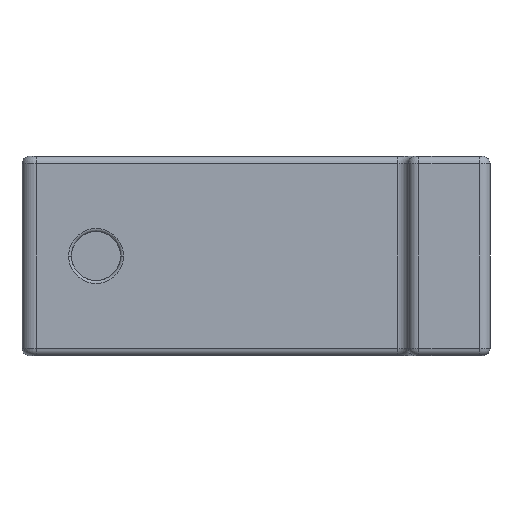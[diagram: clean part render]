
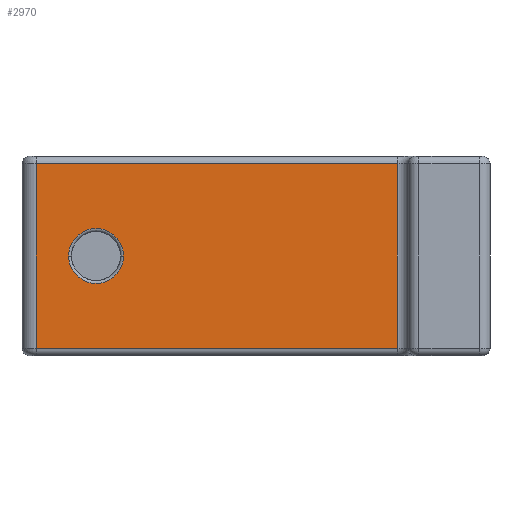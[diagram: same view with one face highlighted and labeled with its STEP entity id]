
A CAD part, left-side view. The second image highlights one B-rep face of the part: STEP entity #2970.
In plain terms, the highlighted planar face has unit normal (-1, 0, 0).
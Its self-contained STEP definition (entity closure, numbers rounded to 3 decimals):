
#4 = DIRECTION ( 'NONE',  ( 0., 1., 0. ) ) ;
#6 = DIRECTION ( 'NONE',  ( 0., -1., 0. ) ) ;
#80 = DIRECTION ( 'NONE',  ( 0., 0., -1. ) ) ;
#103 = DIRECTION ( 'NONE',  ( 0., 1., 0. ) ) ;
#168 = EDGE_LOOP ( 'NONE', ( #345, #3436 ) ) ;
#223 = ORIENTED_EDGE ( 'NONE', *, *, #2561, .T. ) ;
#239 = ORIENTED_EDGE ( 'NONE', *, *, #244, .T. ) ;
#244 = EDGE_CURVE ( 'NONE', #2979, #2008, #2422, .T. ) ;
#335 = EDGE_CURVE ( 'NONE', #2864, #2979, #614, .T. ) ;
#345 = ORIENTED_EDGE ( 'NONE', *, *, #3010, .T. ) ;
#350 = CARTESIAN_POINT ( 'NONE',  ( -8.776, -9.85, 13.9 ) ) ;
#352 = CARTESIAN_POINT ( 'NONE',  ( -8.776, 15.3, 13.9 ) ) ;
#368 = PLANE ( 'NONE',  #884 ) ;
#573 = CARTESIAN_POINT ( 'NONE',  ( -8.776, -9.85, 13.37 ) ) ;
#614 = LINE ( 'NONE', #682, #3375 ) ;
#682 = CARTESIAN_POINT ( 'NONE',  ( -8.776, 15.3, 13.9 ) ) ;
#698 = VERTEX_POINT ( 'NONE', #573 ) ;
#805 = DIRECTION ( 'NONE',  ( 1., 0., 0. ) ) ;
#816 = AXIS2_PLACEMENT_3D ( 'NONE', #2146, #805, #4 ) ;
#884 = AXIS2_PLACEMENT_3D ( 'NONE', #352, #1993, #1690 ) ;
#929 = VECTOR ( 'NONE', #1724, 1000. ) ;
#950 = CARTESIAN_POINT ( 'NONE',  ( -8.776, 15.3, 0.53 ) ) ;
#977 = EDGE_LOOP ( 'NONE', ( #1948, #223, #1555, #239 ) ) ;
#1109 = CIRCLE ( 'NONE', #1509, 1.91 ) ;
#1143 = LINE ( 'NONE', #1179, #929 ) ;
#1179 = CARTESIAN_POINT ( 'NONE',  ( -8.776, 15.3, 13.37 ) ) ;
#1478 = FACE_BOUND ( 'NONE', #168, .T. ) ;
#1509 = AXIS2_PLACEMENT_3D ( 'NONE', #2241, #2014, #103 ) ;
#1529 = EDGE_CURVE ( 'NONE', #698, #2008, #1976, .T. ) ;
#1555 = ORIENTED_EDGE ( 'NONE', *, *, #335, .T. ) ;
#1690 = DIRECTION ( 'NONE',  ( 0., 1., 0. ) ) ;
#1724 = DIRECTION ( 'NONE',  ( 0., 1., 0. ) ) ;
#1747 = CARTESIAN_POINT ( 'NONE',  ( -8.776, 9.234, 6.95 ) ) ;
#1783 = EDGE_CURVE ( 'NONE', #2349, #2734, #2504, .T. ) ;
#1948 = ORIENTED_EDGE ( 'NONE', *, *, #1529, .F. ) ;
#1976 = LINE ( 'NONE', #350, #3365 ) ;
#1993 = DIRECTION ( 'NONE',  ( 1., 0., 0. ) ) ;
#2008 = VERTEX_POINT ( 'NONE', #2982 ) ;
#2014 = DIRECTION ( 'NONE',  ( 1., 0., 0. ) ) ;
#2146 = CARTESIAN_POINT ( 'NONE',  ( -8.776, 11.144, 6.95 ) ) ;
#2183 = CARTESIAN_POINT ( 'NONE',  ( -8.776, 15.3, 0.53 ) ) ;
#2241 = CARTESIAN_POINT ( 'NONE',  ( -8.776, 11.144, 6.95 ) ) ;
#2349 = VERTEX_POINT ( 'NONE', #1747 ) ;
#2422 = LINE ( 'NONE', #2183, #2574 ) ;
#2504 = CIRCLE ( 'NONE', #816, 1.91 ) ;
#2547 = DIRECTION ( 'NONE',  ( 0., 0., -1. ) ) ;
#2561 = EDGE_CURVE ( 'NONE', #698, #2864, #1143, .T. ) ;
#2574 = VECTOR ( 'NONE', #6, 1000. ) ;
#2699 = CARTESIAN_POINT ( 'NONE',  ( -8.776, 15.3, 13.37 ) ) ;
#2734 = VERTEX_POINT ( 'NONE', #2894 ) ;
#2838 = FACE_OUTER_BOUND ( 'NONE', #977, .T. ) ;
#2864 = VERTEX_POINT ( 'NONE', #2699 ) ;
#2894 = CARTESIAN_POINT ( 'NONE',  ( -8.776, 13.054, 6.95 ) ) ;
#2970 = ADVANCED_FACE ( 'NONE', ( #1478, #2838 ), #368, .F. ) ;
#2979 = VERTEX_POINT ( 'NONE', #950 ) ;
#2982 = CARTESIAN_POINT ( 'NONE',  ( -8.776, -9.85, 0.53 ) ) ;
#3010 = EDGE_CURVE ( 'NONE', #2734, #2349, #1109, .T. ) ;
#3365 = VECTOR ( 'NONE', #80, 1000. ) ;
#3375 = VECTOR ( 'NONE', #2547, 1000. ) ;
#3436 = ORIENTED_EDGE ( 'NONE', *, *, #1783, .T. ) ;
